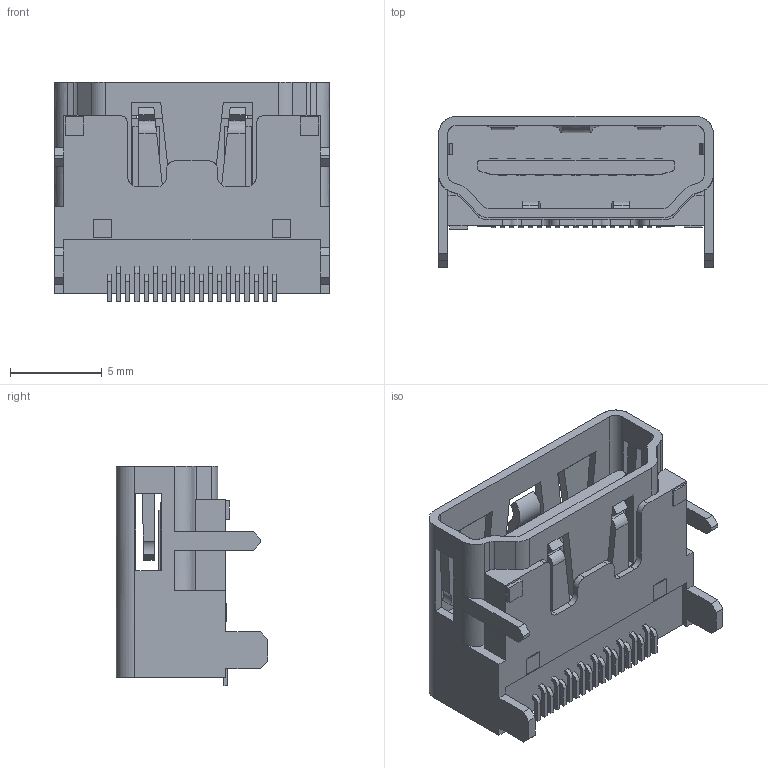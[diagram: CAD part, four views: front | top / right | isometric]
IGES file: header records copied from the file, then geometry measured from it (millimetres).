
Start section:  Autodesk DirectConnect version 6.0.75.0 ---- IGES version 5.3
Global section: file name: HDMI.ipt.igs; native system: Autodesk DirectConnect 6.0.75.0; preprocessor: 6.0.75.0; author: James HP; organization: Unknown; date: 20111031.233339; units: millimetre
Bounding box: 15 x 8.28 x 12 mm (x, y, z)
Surface area: 2368.9 mm2 (no closed solid volume)
Topology: 0 solids, 0 shells, 1004 faces, 5736 edges, 5736 vertices
Faces by surface type: bspline 1004
